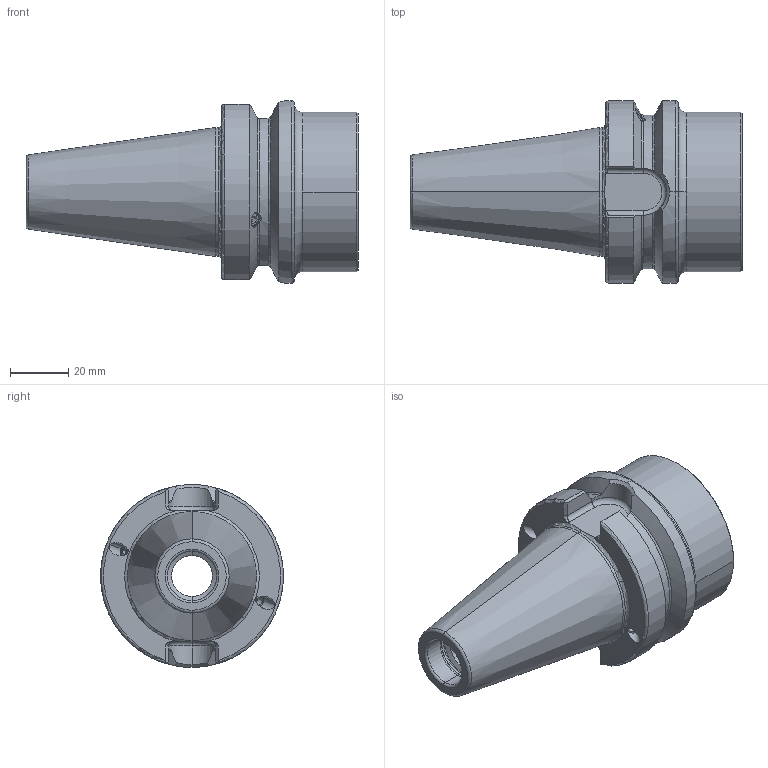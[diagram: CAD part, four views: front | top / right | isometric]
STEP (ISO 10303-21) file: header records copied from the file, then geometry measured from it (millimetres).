
FILE_DESCRIPTION (( 'STEP AP203' ), '1' );
FILE_NAME ('100.412.551C.STEP', '2018-03-12T14:01:35', ( 'SWIAdmin' ), ( 'Hewlett-Packard Company' ), 'SwSTEP 2.0', 'SolidWorks 2017', '' );
FILE_SCHEMA (( 'CONFIG_CONTROL_DESIGN' ));
Length unit declared in the file: millimetre
Products named in the file (4): BB4-CA5.K01.049_A; ISO 4026 - M5 x 5_PreviewCfg; ISO 4026 - M4 x 4; 100.412.551C
Assembly tree (4 placements, depth 2):
  100.412.551C
    BB4-CA5.K01.049_A
    ISO 4026 - M5 x 5_PreviewCfg  x2
    ISO 4026 - M4 x 4
Bounding box: 114.4 x 63 x 63 mm (x, y, z)
Volume: 139924.5 mm3; surface area: 30005.5 mm2
Topology: 4 solids, 4 shells, 183 faces, 447 edges, 269 vertices
Faces by surface type: cylinder 59, plane 47, cone 46, torus 29, bspline 2
Entity records: 6009 total; most frequent: CARTESIAN_POINT 1692, ORIENTED_EDGE 822, DIRECTION 817, EDGE_CURVE 411, AXIS2_PLACEMENT_3D 324, VERTEX_POINT 249, EDGE_LOOP 178, VECTOR 169
